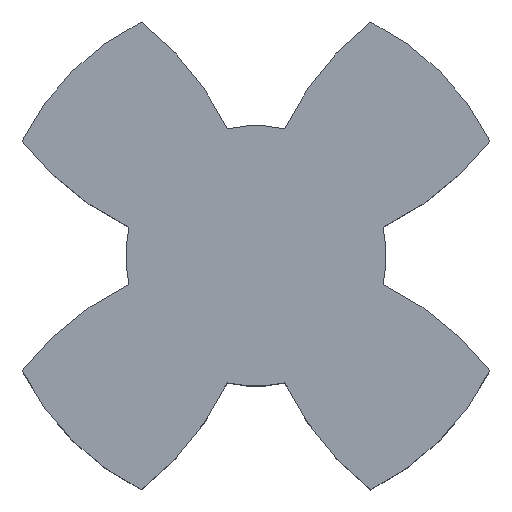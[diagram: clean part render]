
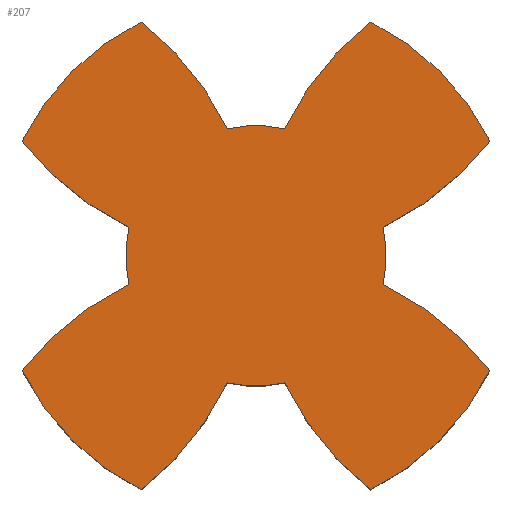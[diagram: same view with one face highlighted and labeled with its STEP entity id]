
A CAD part, top view. The second image highlights one B-rep face of the part: STEP entity #207.
In plain terms, the highlighted planar face has unit normal (0, 0, 1).
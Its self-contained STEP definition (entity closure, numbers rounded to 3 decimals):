
#2 = VERTEX_POINT ( 'NONE', #582 ) ;
#3 = VERTEX_POINT ( 'NONE', #532 ) ;
#9 = DIRECTION ( 'NONE',  ( 0., 0., 1. ) ) ;
#13 = DIRECTION ( 'NONE',  ( 0.975, 0.22, 0. ) ) ;
#16 = DIRECTION ( 'NONE',  ( -0.791, 0.612, 0. ) ) ;
#21 = DIRECTION ( 'NONE',  ( 0., 0., 1. ) ) ;
#28 = VERTEX_POINT ( 'NONE', #250 ) ;
#34 = CARTESIAN_POINT ( 'NONE',  ( 7.316, 1.653, 10. ) ) ;
#37 = CIRCLE ( 'NONE', #203, 17.02 ) ;
#39 = DIRECTION ( 'NONE',  ( 0., 0., 1. ) ) ;
#44 = AXIS2_PLACEMENT_3D ( 'NONE', #434, #581, #13 ) ;
#48 = AXIS2_PLACEMENT_3D ( 'NONE', #584, #21, #208 ) ;
#50 = VERTEX_POINT ( 'NONE', #536 ) ;
#51 = DIRECTION ( 'NONE',  ( 0.898, -0.441, 0. ) ) ;
#52 = ORIENTED_EDGE ( 'NONE', *, *, #141, .T. ) ;
#53 = AXIS2_PLACEMENT_3D ( 'NONE', #76, #166, #361 ) ;
#54 = CARTESIAN_POINT ( 'NONE',  ( 0., 0., 10. ) ) ;
#55 = AXIS2_PLACEMENT_3D ( 'NONE', #137, #329, #90 ) ;
#59 = DIRECTION ( 'NONE',  ( 0.43, 0.903, 0. ) ) ;
#64 = CARTESIAN_POINT ( 'NONE',  ( -7.316, -1.652, 10. ) ) ;
#68 = CARTESIAN_POINT ( 'NONE',  ( -6.61, 13.465, 10. ) ) ;
#69 = AXIS2_PLACEMENT_3D ( 'NONE', #307, #39, #176 ) ;
#72 = PLANE ( 'NONE',  #278 ) ;
#76 = CARTESIAN_POINT ( 'NONE',  ( 0., 0., 10. ) ) ;
#78 = DIRECTION ( 'NONE',  ( 0., 0., 1. ) ) ;
#82 = AXIS2_PLACEMENT_3D ( 'NONE', #236, #376, #51 ) ;
#89 = CIRCLE ( 'NONE', #162, 7.5 ) ;
#90 = DIRECTION ( 'NONE',  ( -0.898, 0.441, 0. ) ) ;
#92 = CIRCLE ( 'NONE', #164, 17.02 ) ;
#95 = VERTEX_POINT ( 'NONE', #580 ) ;
#115 = DIRECTION ( 'NONE',  ( 0., 0., 1. ) ) ;
#119 = VERTEX_POINT ( 'NONE', #68 ) ;
#132 = EDGE_CURVE ( 'NONE', #340, #119, #542, .T. ) ;
#133 = AXIS2_PLACEMENT_3D ( 'NONE', #443, #255, #295 ) ;
#137 = CARTESIAN_POINT ( 'NONE',  ( 0., 0., 10. ) ) ;
#139 = EDGE_CURVE ( 'NONE', #429, #381, #347, .T. ) ;
#141 = EDGE_CURVE ( 'NONE', #50, #2, #37, .T. ) ;
#144 = CARTESIAN_POINT ( 'NONE',  ( -1.653, -7.316, 10. ) ) ;
#145 = VERTEX_POINT ( 'NONE', #447 ) ;
#146 = CIRCLE ( 'NONE', #53, 15. ) ;
#147 = CIRCLE ( 'NONE', #257, 17.02 ) ;
#154 = DIRECTION ( 'NONE',  ( 0., 0., 1. ) ) ;
#161 = DIRECTION ( 'NONE',  ( -0.612, -0.791, 0. ) ) ;
#162 = AXIS2_PLACEMENT_3D ( 'NONE', #353, #78, #553 ) ;
#164 = AXIS2_PLACEMENT_3D ( 'NONE', #583, #154, #59 ) ;
#166 = DIRECTION ( 'NONE',  ( 0., 0., 1. ) ) ;
#176 = DIRECTION ( 'NONE',  ( -0.903, 0.43, 0. ) ) ;
#178 = DIRECTION ( 'NONE',  ( 0.22, -0.975, 0. ) ) ;
#181 = CARTESIAN_POINT ( 'NONE',  ( 0., 0., 10. ) ) ;
#185 = EDGE_CURVE ( 'NONE', #28, #95, #598, .T. ) ;
#186 = CIRCLE ( 'NONE', #55, 15. ) ;
#189 = CARTESIAN_POINT ( 'NONE',  ( 6.61, 13.465, 10. ) ) ;
#196 = CIRCLE ( 'NONE', #352, 17.02 ) ;
#203 = AXIS2_PLACEMENT_3D ( 'NONE', #587, #301, #493 ) ;
#207 = ADVANCED_FACE ( 'NONE', ( #497 ), #72, .T. ) ;
#208 = DIRECTION ( 'NONE',  ( 0.903, -0.43, 0. ) ) ;
#224 = AXIS2_PLACEMENT_3D ( 'NONE', #501, #115, #161 ) ;
#226 = CARTESIAN_POINT ( 'NONE',  ( 1.652, 7.316, 10. ) ) ;
#236 = CARTESIAN_POINT ( 'NONE',  ( 0., 0., 10. ) ) ;
#241 = DIRECTION ( 'NONE',  ( -0.975, -0.22, 0. ) ) ;
#246 = ORIENTED_EDGE ( 'NONE', *, *, #491, .T. ) ;
#250 = CARTESIAN_POINT ( 'NONE',  ( 1.653, -7.316, 10. ) ) ;
#254 = EDGE_CURVE ( 'NONE', #564, #340, #89, .T. ) ;
#255 = DIRECTION ( 'NONE',  ( 0., 0., 1. ) ) ;
#257 = AXIS2_PLACEMENT_3D ( 'NONE', #384, #9, #342 ) ;
#278 = AXIS2_PLACEMENT_3D ( 'NONE', #456, #560, #451 ) ;
#290 = ORIENTED_EDGE ( 'NONE', *, *, #452, .T. ) ;
#293 = VERTEX_POINT ( 'NONE', #189 ) ;
#295 = DIRECTION ( 'NONE',  ( 0.612, 0.791, 0. ) ) ;
#301 = DIRECTION ( 'NONE',  ( 0., 0., 1. ) ) ;
#303 = CIRCLE ( 'NONE', #466, 15. ) ;
#307 = CARTESIAN_POINT ( 'NONE',  ( 17.02, 0., 10. ) ) ;
#311 = VERTEX_POINT ( 'NONE', #471 ) ;
#314 = EDGE_CURVE ( 'NONE', #95, #575, #455, .T. ) ;
#318 = ORIENTED_EDGE ( 'NONE', *, *, #551, .T. ) ;
#320 = ORIENTED_EDGE ( 'NONE', *, *, #425, .T. ) ;
#325 = CARTESIAN_POINT ( 'NONE',  ( -6.61, -13.465, 10. ) ) ;
#329 = DIRECTION ( 'NONE',  ( 0., 0., 1. ) ) ;
#330 = ORIENTED_EDGE ( 'NONE', *, *, #185, .T. ) ;
#336 = AXIS2_PLACEMENT_3D ( 'NONE', #181, #518, #178 ) ;
#340 = VERTEX_POINT ( 'NONE', #563 ) ;
#341 = EDGE_CURVE ( 'NONE', #119, #50, #186, .T. ) ;
#342 = DIRECTION ( 'NONE',  ( 0.791, -0.612, 0. ) ) ;
#347 = CIRCLE ( 'NONE', #48, 17.02 ) ;
#352 = AXIS2_PLACEMENT_3D ( 'NONE', #390, #479, #16 ) ;
#353 = CARTESIAN_POINT ( 'NONE',  ( 0., 0., 10. ) ) ;
#357 = CARTESIAN_POINT ( 'NONE',  ( 13.465, -6.61, 10. ) ) ;
#361 = DIRECTION ( 'NONE',  ( 0.441, 0.898, 0. ) ) ;
#362 = ORIENTED_EDGE ( 'NONE', *, *, #254, .T. ) ;
#367 = DIRECTION ( 'NONE',  ( -0.441, -0.898, 0. ) ) ;
#368 = ORIENTED_EDGE ( 'NONE', *, *, #602, .T. ) ;
#374 = ORIENTED_EDGE ( 'NONE', *, *, #484, .T. ) ;
#376 = DIRECTION ( 'NONE',  ( 0., 0., 1. ) ) ;
#381 = VERTEX_POINT ( 'NONE', #144 ) ;
#384 = CARTESIAN_POINT ( 'NONE',  ( 0., 17.02, 10. ) ) ;
#390 = CARTESIAN_POINT ( 'NONE',  ( 0., -17.02, 10. ) ) ;
#394 = EDGE_CURVE ( 'NONE', #2, #450, #487, .T. ) ;
#412 = CIRCLE ( 'NONE', #44, 7.5 ) ;
#415 = ORIENTED_EDGE ( 'NONE', *, *, #465, .T. ) ;
#416 = EDGE_CURVE ( 'NONE', #381, #28, #527, .T. ) ;
#425 = EDGE_CURVE ( 'NONE', #311, #429, #303, .T. ) ;
#429 = VERTEX_POINT ( 'NONE', #325 ) ;
#434 = CARTESIAN_POINT ( 'NONE',  ( 0., 0., 10. ) ) ;
#443 = CARTESIAN_POINT ( 'NONE',  ( -17.02, 0., 10. ) ) ;
#444 = CIRCLE ( 'NONE', #69, 17.02 ) ;
#447 = CARTESIAN_POINT ( 'NONE',  ( 7.316, -1.652, 10. ) ) ;
#450 = VERTEX_POINT ( 'NONE', #64 ) ;
#451 = DIRECTION ( 'NONE',  ( 1., 0., 0. ) ) ;
#452 = EDGE_CURVE ( 'NONE', #555, #3, #147, .T. ) ;
#455 = CIRCLE ( 'NONE', #82, 15. ) ;
#456 = CARTESIAN_POINT ( 'NONE',  ( -13.465, -13.465, 10. ) ) ;
#463 = ORIENTED_EDGE ( 'NONE', *, *, #341, .T. ) ;
#465 = EDGE_CURVE ( 'NONE', #145, #555, #412, .T. ) ;
#466 = AXIS2_PLACEMENT_3D ( 'NONE', #469, #565, #367 ) ;
#467 = DIRECTION ( 'NONE',  ( 0., 0., 1. ) ) ;
#469 = CARTESIAN_POINT ( 'NONE',  ( 0., 0., 10. ) ) ;
#470 = ORIENTED_EDGE ( 'NONE', *, *, #416, .T. ) ;
#471 = CARTESIAN_POINT ( 'NONE',  ( -13.465, -6.61, 10. ) ) ;
#478 = ORIENTED_EDGE ( 'NONE', *, *, #314, .T. ) ;
#479 = DIRECTION ( 'NONE',  ( 0., 0., 1. ) ) ;
#484 = EDGE_CURVE ( 'NONE', #450, #311, #196, .T. ) ;
#487 = CIRCLE ( 'NONE', #537, 7.5 ) ;
#491 = EDGE_CURVE ( 'NONE', #575, #145, #92, .T. ) ;
#493 = DIRECTION ( 'NONE',  ( -0.43, -0.903, 0. ) ) ;
#497 = FACE_OUTER_BOUND ( 'NONE', #503, .T. ) ;
#501 = CARTESIAN_POINT ( 'NONE',  ( 17.02, 0., 10. ) ) ;
#503 = EDGE_LOOP ( 'NONE', ( #374, #320, #572, #470, #330, #478, #246, #415, #290, #318, #368, #362, #550, #463, #52, #574 ) ) ;
#518 = DIRECTION ( 'NONE',  ( 0., 0., 1. ) ) ;
#527 = CIRCLE ( 'NONE', #336, 7.5 ) ;
#532 = CARTESIAN_POINT ( 'NONE',  ( 13.465, 6.61, 10. ) ) ;
#536 = CARTESIAN_POINT ( 'NONE',  ( -13.465, 6.61, 10. ) ) ;
#537 = AXIS2_PLACEMENT_3D ( 'NONE', #54, #467, #241 ) ;
#542 = CIRCLE ( 'NONE', #133, 17.02 ) ;
#550 = ORIENTED_EDGE ( 'NONE', *, *, #132, .T. ) ;
#551 = EDGE_CURVE ( 'NONE', #3, #293, #146, .T. ) ;
#553 = DIRECTION ( 'NONE',  ( -0.22, 0.975, 0. ) ) ;
#555 = VERTEX_POINT ( 'NONE', #34 ) ;
#560 = DIRECTION ( 'NONE',  ( 0., 0., 1. ) ) ;
#563 = CARTESIAN_POINT ( 'NONE',  ( -1.652, 7.316, 10. ) ) ;
#564 = VERTEX_POINT ( 'NONE', #226 ) ;
#565 = DIRECTION ( 'NONE',  ( 0., 0., 1. ) ) ;
#572 = ORIENTED_EDGE ( 'NONE', *, *, #139, .T. ) ;
#574 = ORIENTED_EDGE ( 'NONE', *, *, #394, .T. ) ;
#575 = VERTEX_POINT ( 'NONE', #357 ) ;
#580 = CARTESIAN_POINT ( 'NONE',  ( 6.61, -13.465, 10. ) ) ;
#581 = DIRECTION ( 'NONE',  ( 0., 0., 1. ) ) ;
#582 = CARTESIAN_POINT ( 'NONE',  ( -7.316, 1.652, 10. ) ) ;
#583 = CARTESIAN_POINT ( 'NONE',  ( 0., -17.02, 10. ) ) ;
#584 = CARTESIAN_POINT ( 'NONE',  ( -17.02, 0., 10. ) ) ;
#587 = CARTESIAN_POINT ( 'NONE',  ( 0., 17.02, 10. ) ) ;
#598 = CIRCLE ( 'NONE', #224, 17.02 ) ;
#602 = EDGE_CURVE ( 'NONE', #293, #564, #444, .T. ) ;
